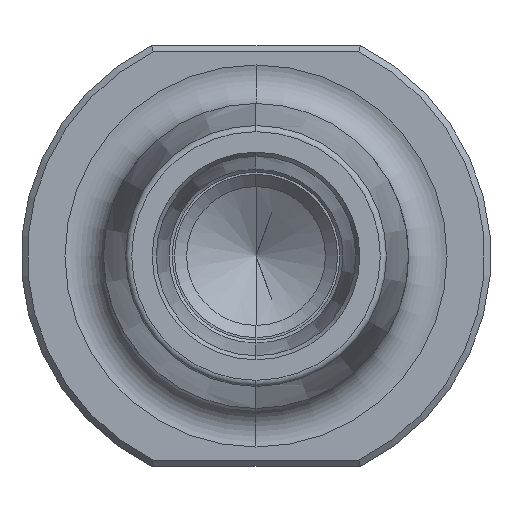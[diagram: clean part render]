
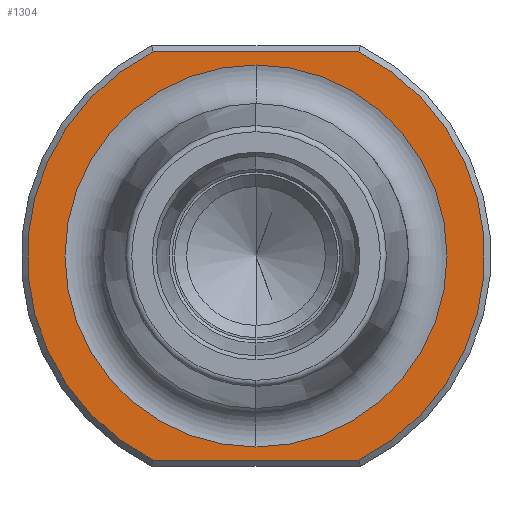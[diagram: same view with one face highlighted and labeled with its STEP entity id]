
A CAD part, left-side view. The second image highlights one B-rep face of the part: STEP entity #1304.
In plain terms, the highlighted planar face has unit normal (-1, 0, 0).
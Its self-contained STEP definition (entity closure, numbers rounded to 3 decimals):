
#86 = ORIENTED_EDGE ( 'NONE', *, *, #117, .F. ) ;
#117 = EDGE_CURVE ( 'NONE', #1960, #632, #1843, .T. ) ;
#148 = AXIS2_PLACEMENT_3D ( 'NONE', #1555, #2314, #772 ) ;
#191 = FACE_BOUND ( 'NONE', #612, .T. ) ;
#218 = EDGE_CURVE ( 'NONE', #632, #1960, #785, .T. ) ;
#273 = VERTEX_POINT ( 'NONE', #412 ) ;
#372 = CARTESIAN_POINT ( 'NONE',  ( 26., 0., -6.262 ) ) ;
#406 = CARTESIAN_POINT ( 'NONE',  ( 26., 6.262, 6.7 ) ) ;
#412 = CARTESIAN_POINT ( 'NONE',  ( 26., 3.37, -6.7 ) ) ;
#514 = ORIENTED_EDGE ( 'NONE', *, *, #1137, .T. ) ;
#519 = AXIS2_PLACEMENT_3D ( 'NONE', #1668, #2435, #2243 ) ;
#612 = EDGE_LOOP ( 'NONE', ( #86, #2331 ) ) ;
#632 = VERTEX_POINT ( 'NONE', #372 ) ;
#669 = VERTEX_POINT ( 'NONE', #914 ) ;
#735 = DIRECTION ( 'NONE',  ( 0., 0., -1. ) ) ;
#772 = DIRECTION ( 'NONE',  ( 0., 0., 1. ) ) ;
#785 = CIRCLE ( 'NONE', #148, 6.262 ) ;
#789 = CARTESIAN_POINT ( 'NONE',  ( 26., 0., 6.262 ) ) ;
#791 = ORIENTED_EDGE ( 'NONE', *, *, #1459, .T. ) ;
#798 = LINE ( 'NONE', #406, #855 ) ;
#855 = VECTOR ( 'NONE', #980, 1000. ) ;
#914 = CARTESIAN_POINT ( 'NONE',  ( 26., -3.37, 6.7 ) ) ;
#980 = DIRECTION ( 'NONE',  ( 0., 1., 0. ) ) ;
#1006 = CIRCLE ( 'NONE', #519, 7.5 ) ;
#1031 = DIRECTION ( 'NONE',  ( -1., 0., 0. ) ) ;
#1055 = CARTESIAN_POINT ( 'NONE',  ( 26., 6.262, -6.7 ) ) ;
#1089 = DIRECTION ( 'NONE',  ( 0., 0., 1. ) ) ;
#1100 = CIRCLE ( 'NONE', #2507, 7.5 ) ;
#1131 = VECTOR ( 'NONE', #1856, 1000. ) ;
#1137 = EDGE_CURVE ( 'NONE', #273, #1927, #2042, .T. ) ;
#1297 = AXIS2_PLACEMENT_3D ( 'NONE', #1499, #1310, #735 ) ;
#1304 = ADVANCED_FACE ( 'NONE', ( #1929, #191 ), #2318, .F. ) ;
#1310 = DIRECTION ( 'NONE',  ( 1., 0., 0. ) ) ;
#1401 = ORIENTED_EDGE ( 'NONE', *, *, #2252, .T. ) ;
#1451 = CARTESIAN_POINT ( 'NONE',  ( 26., 0., 0. ) ) ;
#1459 = EDGE_CURVE ( 'NONE', #1759, #273, #1100, .T. ) ;
#1499 = CARTESIAN_POINT ( 'NONE',  ( 26., 6.262, 0. ) ) ;
#1507 = ORIENTED_EDGE ( 'NONE', *, *, #2452, .T. ) ;
#1539 = EDGE_LOOP ( 'NONE', ( #791, #514, #1401, #1507 ) ) ;
#1555 = CARTESIAN_POINT ( 'NONE',  ( 26., 0., 0. ) ) ;
#1628 = CARTESIAN_POINT ( 'NONE',  ( 26., 3.37, 6.7 ) ) ;
#1668 = CARTESIAN_POINT ( 'NONE',  ( 26., 0., 0. ) ) ;
#1758 = AXIS2_PLACEMENT_3D ( 'NONE', #1451, #2226, #1089 ) ;
#1759 = VERTEX_POINT ( 'NONE', #1628 ) ;
#1802 = DIRECTION ( 'NONE',  ( 0., 0., -1. ) ) ;
#1843 = CIRCLE ( 'NONE', #1758, 6.262 ) ;
#1856 = DIRECTION ( 'NONE',  ( 0., -1., 0. ) ) ;
#1927 = VERTEX_POINT ( 'NONE', #2451 ) ;
#1929 = FACE_OUTER_BOUND ( 'NONE', #1539, .T. ) ;
#1960 = VERTEX_POINT ( 'NONE', #789 ) ;
#2042 = LINE ( 'NONE', #1055, #1131 ) ;
#2155 = CARTESIAN_POINT ( 'NONE',  ( 26., 0., 0. ) ) ;
#2226 = DIRECTION ( 'NONE',  ( -1., 0., 0. ) ) ;
#2243 = DIRECTION ( 'NONE',  ( 0., 0., -1. ) ) ;
#2252 = EDGE_CURVE ( 'NONE', #1927, #669, #1006, .T. ) ;
#2314 = DIRECTION ( 'NONE',  ( -1., 0., 0. ) ) ;
#2318 = PLANE ( 'NONE',  #1297 ) ;
#2331 = ORIENTED_EDGE ( 'NONE', *, *, #218, .F. ) ;
#2435 = DIRECTION ( 'NONE',  ( -1., 0., 0. ) ) ;
#2451 = CARTESIAN_POINT ( 'NONE',  ( 26., -3.37, -6.7 ) ) ;
#2452 = EDGE_CURVE ( 'NONE', #669, #1759, #798, .T. ) ;
#2507 = AXIS2_PLACEMENT_3D ( 'NONE', #2155, #1031, #1802 ) ;
